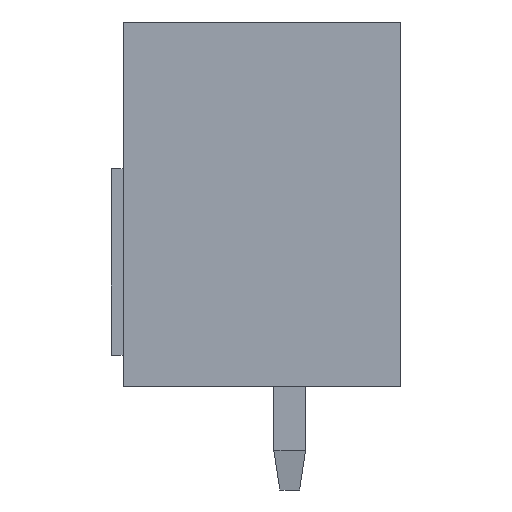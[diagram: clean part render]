
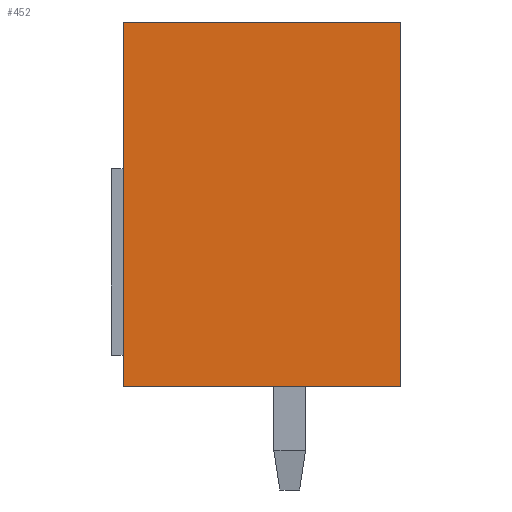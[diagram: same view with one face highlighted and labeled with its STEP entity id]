
A CAD part, left-side view. The second image highlights one B-rep face of the part: STEP entity #452.
In plain terms, the highlighted planar face has unit normal (-1, 0, 0).
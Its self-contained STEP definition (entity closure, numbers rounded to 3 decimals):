
#452 = ADVANCED_FACE( '', ( #1089 ), #1090, .T. );
#1089 = FACE_OUTER_BOUND( '', #1935, .T. );
#1090 = PLANE( '', #1936 );
#1935 = EDGE_LOOP( '', ( #3120, #3121, #3122, #3123 ) );
#1936 = AXIS2_PLACEMENT_3D( '', #3124, #3125, #3126 );
#3120 = ORIENTED_EDGE( '', *, *, #5200, .F. );
#3121 = ORIENTED_EDGE( '', *, *, #5228, .F. );
#3122 = ORIENTED_EDGE( '', *, *, #5229, .T. );
#3123 = ORIENTED_EDGE( '', *, *, #5230, .T. );
#3124 = CARTESIAN_POINT( '', ( 0., 7., 9.2 ) );
#3125 = DIRECTION( '', ( -1., 0., 0. ) );
#3126 = DIRECTION( '', ( 0., 0., 1. ) );
#5200 = EDGE_CURVE( '', #6350, #6352, #6353, .T. );
#5228 = EDGE_CURVE( '', #6398, #6350, #6399, .T. );
#5229 = EDGE_CURVE( '', #6398, #6400, #6401, .T. );
#5230 = EDGE_CURVE( '', #6400, #6352, #6402, .T. );
#6350 = VERTEX_POINT( '', #7918 );
#6352 = VERTEX_POINT( '', #7921 );
#6353 = LINE( '', #7922, #7923 );
#6398 = VERTEX_POINT( '', #7983 );
#6399 = LINE( '', #7984, #7985 );
#6400 = VERTEX_POINT( '', #7986 );
#6401 = LINE( '', #7987, #7988 );
#6402 = LINE( '', #7989, #7990 );
#7918 = CARTESIAN_POINT( '', ( 0., 0., 9.2 ) );
#7921 = CARTESIAN_POINT( '', ( 0., 0., 0. ) );
#7922 = CARTESIAN_POINT( '', ( 0., 0., 9.2 ) );
#7923 = VECTOR( '', #9326, 1000. );
#7983 = CARTESIAN_POINT( '', ( 0., 7., 9.2 ) );
#7984 = CARTESIAN_POINT( '', ( 0., 7., 9.2 ) );
#7985 = VECTOR( '', #9357, 1000. );
#7986 = CARTESIAN_POINT( '', ( 0., 7., 0. ) );
#7987 = CARTESIAN_POINT( '', ( 0., 7., 9.2 ) );
#7988 = VECTOR( '', #9358, 1000. );
#7989 = CARTESIAN_POINT( '', ( 0., 7., 0. ) );
#7990 = VECTOR( '', #9359, 1000. );
#9326 = DIRECTION( '', ( 0., 0., -1. ) );
#9357 = DIRECTION( '', ( 0., -1., 0. ) );
#9358 = DIRECTION( '', ( 0., 0., -1. ) );
#9359 = DIRECTION( '', ( 0., -1., 0. ) );
